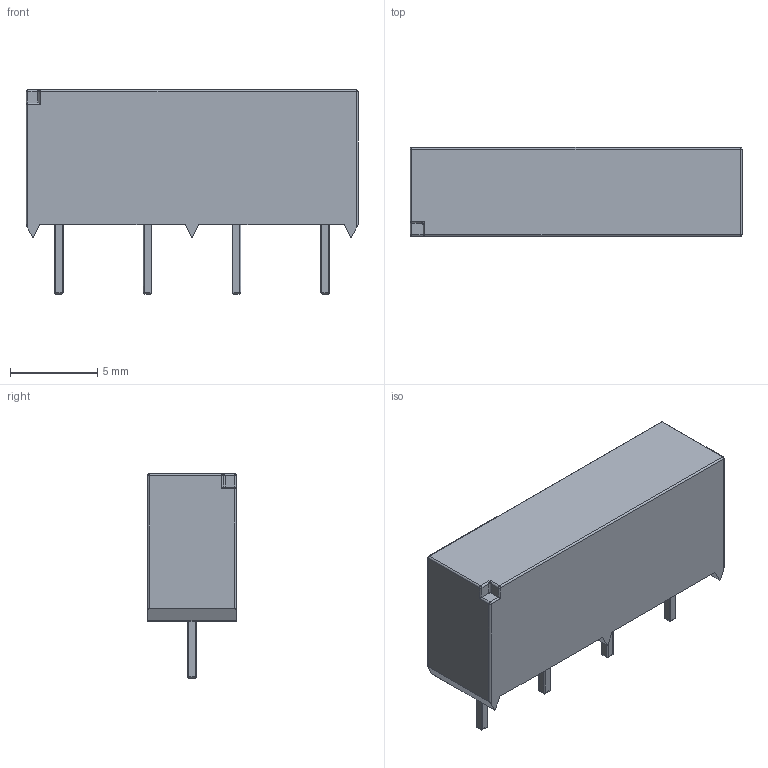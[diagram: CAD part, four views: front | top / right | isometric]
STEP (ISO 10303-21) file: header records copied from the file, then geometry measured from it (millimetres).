
FILE_DESCRIPTION(/* description */ (''),/* implementation_level */ '2;1');
FILE_NAME(/* name */ 'Reed Relay Comus 3570 1331',/* time_stamp */ '2020-12-08T18:51:26+01:00',/* author */ ('Marius Meissner'),/* organization */ ('PEGASUS GmbH'),/* preprocessor_version */ 'ST-DEVELOPER v16.7',/* originating_system */ 'DEX',/* authorisation */ $);
FILE_SCHEMA (('AUTOMOTIVE_DESIGN {1 0 10303 214 3 1 1}'));
Length unit declared in the file: millimetre
Products named in the file (3): Baugruppe; Gehäuse; Pin
Assembly tree (5 placements, depth 2):
  Baugruppe
    Gehäuse
    Pin  x4
Bounding box: 19 x 5.08 x 11.68 mm (x, y, z)
Volume: 751.4 mm3; surface area: 623.7 mm2
Topology: 5 solids, 5 shells, 117 faces, 293 edges, 183 vertices
Faces by surface type: plane 60, cylinder 50, sphere 6, bspline 1
Entity records: 2248 total; most frequent: CARTESIAN_POINT 408, DIRECTION 372, ORIENTED_EDGE 356, EDGE_CURVE 178, LINE 128, VECTOR 128, AXIS2_PLACEMENT_3D 122, VERTEX_POINT 111
